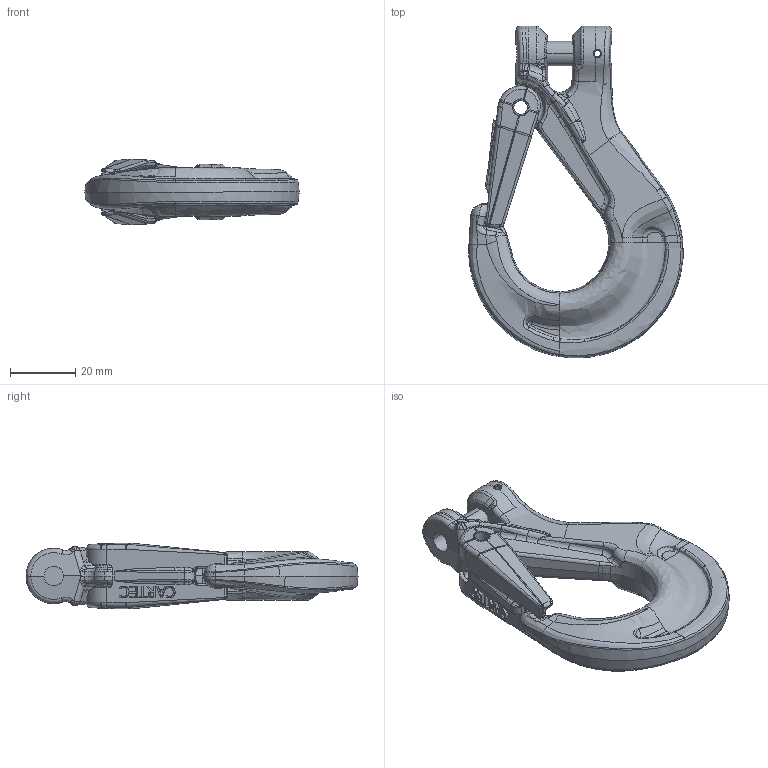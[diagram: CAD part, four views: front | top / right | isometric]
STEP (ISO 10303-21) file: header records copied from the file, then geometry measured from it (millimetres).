
FILE_DESCRIPTION(('STEP AP214'),'1');
FILE_NAME('cb_06.stp','2017-11-29T13:46:53',('TraceParts'),('TraceParts S.A.'),'Spatial InterOp 3D',' ',' ');
FILE_SCHEMA(('automotive_design'));
Length unit declared in the file: millimetre
Products named in the file (5): cb_06_1; cb_06_2; cb_06_3; cb_06_4; cb_06_5
Bounding box: 65.77 x 101.92 x 20.18 mm (x, y, z)
Volume: 34748 mm3; surface area: 15050 mm2
Topology: 5 solids, 5 shells, 951 faces, 2580 edges, 1566 vertices
Faces by surface type: bspline 486, cylinder 187, plane 162, cone 58, torus 36, sphere 22
Entity records: 83670 total; most frequent: CARTESIAN_POINT 55435, ORIENTED_EDGE 5016, DIRECTION 3373, EDGE_CURVE 2508, VERTEX_POINT 1566, AXIS2_PLACEMENT_3D 1365, EDGE_LOOP 968, B_SPLINE_CURVE_WITH_KNOTS 968
